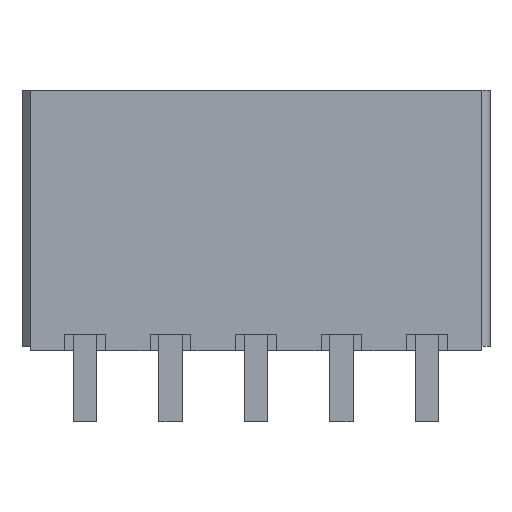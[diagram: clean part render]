
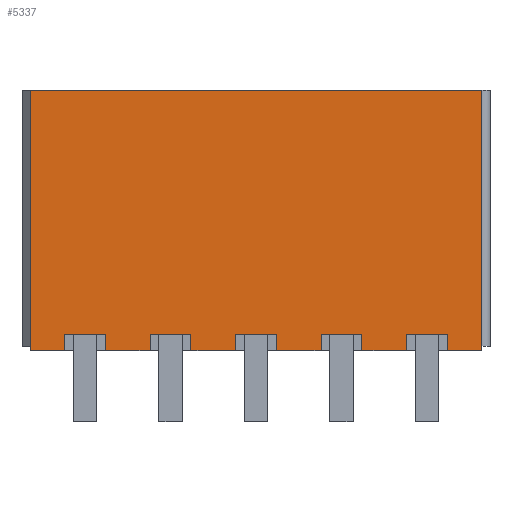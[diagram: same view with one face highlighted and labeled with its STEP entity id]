
A CAD part, top view. The second image highlights one B-rep face of the part: STEP entity #5337.
In plain terms, the highlighted planar face has unit normal (0, 0, 1).
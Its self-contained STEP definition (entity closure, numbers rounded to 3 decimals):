
#9=DIRECTION('',(0.,-1.,0.));
#10=VECTOR('',#9,12.8);
#11=CARTESIAN_POINT('',(-11.1,12.8,4.8));
#12=LINE('',#11,#10);
#537=DIRECTION('',(1.,0.,0.));
#538=VECTOR('',#537,1.7);
#539=CARTESIAN_POINT('',(9.4,0.,4.8));
#540=LINE('',#539,#538);
#557=DIRECTION('',(1.,0.,0.));
#558=VECTOR('',#557,2.2);
#559=CARTESIAN_POINT('',(5.2,0.,4.8));
#560=LINE('',#559,#558);
#585=DIRECTION('',(1.,0.,0.));
#586=VECTOR('',#585,2.2);
#587=CARTESIAN_POINT('',(1.,0.,4.8));
#588=LINE('',#587,#586);
#613=DIRECTION('',(1.,0.,0.));
#614=VECTOR('',#613,2.2);
#615=CARTESIAN_POINT('',(-3.2,0.,4.8));
#616=LINE('',#615,#614);
#641=DIRECTION('',(1.,0.,0.));
#642=VECTOR('',#641,1.7);
#643=CARTESIAN_POINT('',(-11.1,0.,4.8));
#644=LINE('',#643,#642);
#653=DIRECTION('',(1.,0.,0.));
#654=VECTOR('',#653,2.2);
#655=CARTESIAN_POINT('',(-7.4,0.,4.8));
#656=LINE('',#655,#654);
#825=DIRECTION('',(0.,-1.,0.));
#826=VECTOR('',#825,12.8);
#827=CARTESIAN_POINT('',(11.1,12.8,4.8));
#828=LINE('',#827,#826);
#1099=DIRECTION('',(1.,0.,0.));
#1100=VECTOR('',#1099,22.2);
#1101=CARTESIAN_POINT('',(-11.1,12.8,4.8));
#1102=LINE('',#1101,#1100);
#1103=DIRECTION('',(0.,1.,0.));
#1104=VECTOR('',#1103,0.8);
#1105=CARTESIAN_POINT('',(9.4,0.,4.8));
#1106=LINE('',#1105,#1104);
#1107=DIRECTION('',(1.,0.,0.));
#1108=VECTOR('',#1107,2.);
#1109=CARTESIAN_POINT('',(7.4,0.8,4.8));
#1110=LINE('',#1109,#1108);
#1111=DIRECTION('',(0.,1.,0.));
#1112=VECTOR('',#1111,0.8);
#1113=CARTESIAN_POINT('',(7.4,0.,4.8));
#1114=LINE('',#1113,#1112);
#1115=DIRECTION('',(0.,1.,0.));
#1116=VECTOR('',#1115,0.8);
#1117=CARTESIAN_POINT('',(5.2,0.,4.8));
#1118=LINE('',#1117,#1116);
#1119=DIRECTION('',(1.,0.,0.));
#1120=VECTOR('',#1119,2.);
#1121=CARTESIAN_POINT('',(3.2,0.8,4.8));
#1122=LINE('',#1121,#1120);
#1123=DIRECTION('',(0.,1.,0.));
#1124=VECTOR('',#1123,0.8);
#1125=CARTESIAN_POINT('',(3.2,0.,4.8));
#1126=LINE('',#1125,#1124);
#1127=DIRECTION('',(0.,1.,0.));
#1128=VECTOR('',#1127,0.8);
#1129=CARTESIAN_POINT('',(1.,0.,4.8));
#1130=LINE('',#1129,#1128);
#1131=DIRECTION('',(1.,0.,0.));
#1132=VECTOR('',#1131,2.);
#1133=CARTESIAN_POINT('',(-1.,0.8,4.8));
#1134=LINE('',#1133,#1132);
#1135=DIRECTION('',(0.,1.,0.));
#1136=VECTOR('',#1135,0.8);
#1137=CARTESIAN_POINT('',(-1.,0.,4.8));
#1138=LINE('',#1137,#1136);
#1139=DIRECTION('',(0.,1.,0.));
#1140=VECTOR('',#1139,0.8);
#1141=CARTESIAN_POINT('',(-3.2,0.,4.8));
#1142=LINE('',#1141,#1140);
#1143=DIRECTION('',(1.,0.,0.));
#1144=VECTOR('',#1143,2.);
#1145=CARTESIAN_POINT('',(-5.2,0.8,4.8));
#1146=LINE('',#1145,#1144);
#1147=DIRECTION('',(0.,1.,0.));
#1148=VECTOR('',#1147,0.8);
#1149=CARTESIAN_POINT('',(-5.2,0.,4.8));
#1150=LINE('',#1149,#1148);
#1151=DIRECTION('',(0.,1.,0.));
#1152=VECTOR('',#1151,0.8);
#1153=CARTESIAN_POINT('',(-7.4,0.,4.8));
#1154=LINE('',#1153,#1152);
#1155=DIRECTION('',(1.,0.,0.));
#1156=VECTOR('',#1155,2.);
#1157=CARTESIAN_POINT('',(-9.4,0.8,4.8));
#1158=LINE('',#1157,#1156);
#1159=DIRECTION('',(0.,1.,0.));
#1160=VECTOR('',#1159,0.8);
#1161=CARTESIAN_POINT('',(-9.4,0.,4.8));
#1162=LINE('',#1161,#1160);
#3035=CARTESIAN_POINT('',(-11.1,12.8,4.8));
#3036=CARTESIAN_POINT('',(-11.1,0.,4.8));
#3037=VERTEX_POINT('',#3035);
#3038=VERTEX_POINT('',#3036);
#3043=CARTESIAN_POINT('',(11.1,12.8,4.8));
#3044=CARTESIAN_POINT('',(11.1,0.,4.8));
#3045=VERTEX_POINT('',#3043);
#3046=VERTEX_POINT('',#3044);
#3165=CARTESIAN_POINT('',(9.4,0.,4.8));
#3166=VERTEX_POINT('',#3165);
#3339=CARTESIAN_POINT('',(5.2,0.,4.8));
#3340=CARTESIAN_POINT('',(7.4,0.,4.8));
#3341=VERTEX_POINT('',#3339);
#3342=VERTEX_POINT('',#3340);
#3357=CARTESIAN_POINT('',(1.,0.,4.8));
#3358=CARTESIAN_POINT('',(3.2,0.,4.8));
#3359=VERTEX_POINT('',#3357);
#3360=VERTEX_POINT('',#3358);
#3375=CARTESIAN_POINT('',(-3.2,0.,4.8));
#3376=CARTESIAN_POINT('',(-1.,0.,4.8));
#3377=VERTEX_POINT('',#3375);
#3378=VERTEX_POINT('',#3376);
#3393=CARTESIAN_POINT('',(-9.4,0.,4.8));
#3394=VERTEX_POINT('',#3393);
#3395=CARTESIAN_POINT('',(-7.4,0.,4.8));
#3396=CARTESIAN_POINT('',(-5.2,0.,4.8));
#3397=VERTEX_POINT('',#3395);
#3398=VERTEX_POINT('',#3396);
#3563=CARTESIAN_POINT('',(7.4,0.8,4.8));
#3564=CARTESIAN_POINT('',(9.4,0.8,4.8));
#3565=VERTEX_POINT('',#3563);
#3566=VERTEX_POINT('',#3564);
#3593=CARTESIAN_POINT('',(3.2,0.8,4.8));
#3594=CARTESIAN_POINT('',(5.2,0.8,4.8));
#3595=VERTEX_POINT('',#3593);
#3596=VERTEX_POINT('',#3594);
#3623=CARTESIAN_POINT('',(-1.,0.8,4.8));
#3624=CARTESIAN_POINT('',(1.,0.8,4.8));
#3625=VERTEX_POINT('',#3623);
#3626=VERTEX_POINT('',#3624);
#3653=CARTESIAN_POINT('',(-5.2,0.8,4.8));
#3654=CARTESIAN_POINT('',(-3.2,0.8,4.8));
#3655=VERTEX_POINT('',#3653);
#3656=VERTEX_POINT('',#3654);
#3683=CARTESIAN_POINT('',(-9.4,0.8,4.8));
#3684=CARTESIAN_POINT('',(-7.4,0.8,4.8));
#3685=VERTEX_POINT('',#3683);
#3686=VERTEX_POINT('',#3684);
#5292=CARTESIAN_POINT('',(-11.1,12.8,4.8));
#5293=DIRECTION('',(0.,0.,1.));
#5294=DIRECTION('',(0.,-1.,0.));
#5295=AXIS2_PLACEMENT_3D('',#5292,#5293,#5294);
#5296=PLANE('',#5295);
#5297=ORIENTED_EDGE('',*,*,#4764,.F.);
#5298=ORIENTED_EDGE('',*,*,#4048,.F.);
#5299=ORIENTED_EDGE('',*,*,#5092,.T.);
#5300=ORIENTED_EDGE('',*,*,#5061,.T.);
#5301=ORIENTED_EDGE('',*,*,#4644,.F.);
#5303=ORIENTED_EDGE('',*,*,#5302,.T.);
#5304=ORIENTED_EDGE('',*,*,#4537,.F.);
#5306=ORIENTED_EDGE('',*,*,#5305,.F.);
#5307=ORIENTED_EDGE('',*,*,#4674,.F.);
#5309=ORIENTED_EDGE('',*,*,#5308,.T.);
#5311=ORIENTED_EDGE('',*,*,#5310,.F.);
#5313=ORIENTED_EDGE('',*,*,#5312,.F.);
#5314=ORIENTED_EDGE('',*,*,#4704,.F.);
#5316=ORIENTED_EDGE('',*,*,#5315,.T.);
#5318=ORIENTED_EDGE('',*,*,#5317,.F.);
#5320=ORIENTED_EDGE('',*,*,#5319,.F.);
#5321=ORIENTED_EDGE('',*,*,#4734,.F.);
#5323=ORIENTED_EDGE('',*,*,#5322,.T.);
#5325=ORIENTED_EDGE('',*,*,#5324,.F.);
#5327=ORIENTED_EDGE('',*,*,#5326,.F.);
#5328=ORIENTED_EDGE('',*,*,#4778,.F.);
#5330=ORIENTED_EDGE('',*,*,#5329,.T.);
#5332=ORIENTED_EDGE('',*,*,#5331,.F.);
#5334=ORIENTED_EDGE('',*,*,#5333,.F.);
#5335=EDGE_LOOP('',(#5297,#5298,#5299,#5300,#5301,#5303,#5304,#5306,#5307,#5309,
#5311,#5313,#5314,#5316,#5318,#5320,#5321,#5323,#5325,#5327,#5328,#5330,#5332,
#5334));
#5336=FACE_OUTER_BOUND('',#5335,.F.);
#5337=ADVANCED_FACE('',(#5336),#5296,.T.);
#4048=EDGE_CURVE('',#3037,#3038,#12,.T.);
#4537=EDGE_CURVE('',#3565,#3566,#1110,.T.);
#4644=EDGE_CURVE('',#3166,#3046,#540,.T.);
#4674=EDGE_CURVE('',#3341,#3342,#560,.T.);
#4704=EDGE_CURVE('',#3359,#3360,#588,.T.);
#4734=EDGE_CURVE('',#3377,#3378,#616,.T.);
#4764=EDGE_CURVE('',#3038,#3394,#644,.T.);
#4778=EDGE_CURVE('',#3397,#3398,#656,.T.);
#5061=EDGE_CURVE('',#3045,#3046,#828,.T.);
#5092=EDGE_CURVE('',#3037,#3045,#1102,.T.);
#5302=EDGE_CURVE('',#3166,#3566,#1106,.T.);
#5305=EDGE_CURVE('',#3342,#3565,#1114,.T.);
#5308=EDGE_CURVE('',#3341,#3596,#1118,.T.);
#5310=EDGE_CURVE('',#3595,#3596,#1122,.T.);
#5312=EDGE_CURVE('',#3360,#3595,#1126,.T.);
#5315=EDGE_CURVE('',#3359,#3626,#1130,.T.);
#5317=EDGE_CURVE('',#3625,#3626,#1134,.T.);
#5319=EDGE_CURVE('',#3378,#3625,#1138,.T.);
#5322=EDGE_CURVE('',#3377,#3656,#1142,.T.);
#5324=EDGE_CURVE('',#3655,#3656,#1146,.T.);
#5326=EDGE_CURVE('',#3398,#3655,#1150,.T.);
#5329=EDGE_CURVE('',#3397,#3686,#1154,.T.);
#5331=EDGE_CURVE('',#3685,#3686,#1158,.T.);
#5333=EDGE_CURVE('',#3394,#3685,#1162,.T.);
